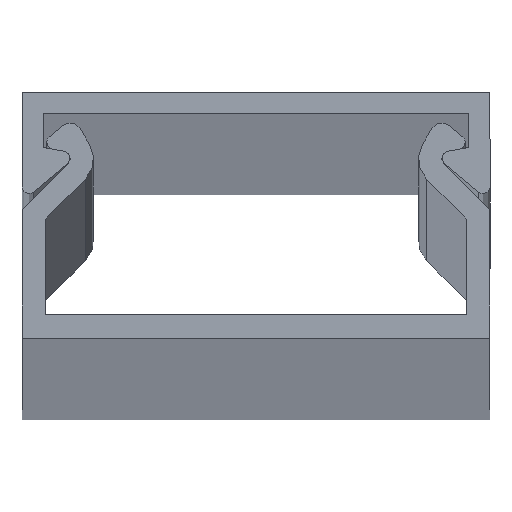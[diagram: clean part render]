
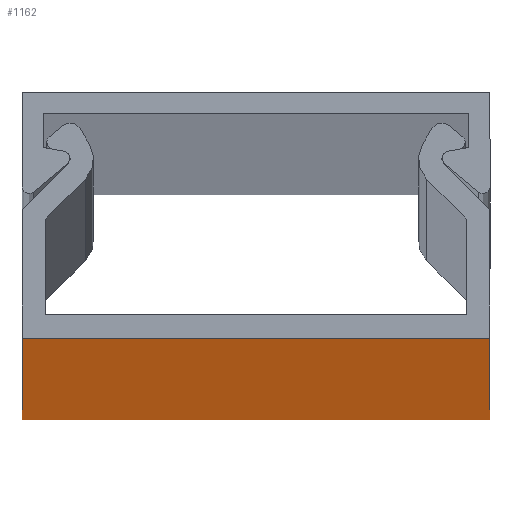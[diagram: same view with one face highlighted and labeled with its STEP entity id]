
A CAD part, top view. The second image highlights one B-rep face of the part: STEP entity #1162.
In plain terms, the highlighted planar face has unit normal (0, -1, 0).
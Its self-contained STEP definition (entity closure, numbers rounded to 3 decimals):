
#49 = LINE ( 'NONE', #1430, #630 ) ;
#131 = DIRECTION ( 'NONE',  ( 0., 1., 0. ) ) ;
#279 = CARTESIAN_POINT ( 'NONE',  ( 0., 0., 2000. ) ) ;
#292 = CARTESIAN_POINT ( 'NONE',  ( -10., 0., 2000. ) ) ;
#297 = VERTEX_POINT ( 'NONE', #1009 ) ;
#319 = DIRECTION ( 'NONE',  ( -1., 0., 0. ) ) ;
#328 = VECTOR ( 'NONE', #943, 1000. ) ;
#330 = ORIENTED_EDGE ( 'NONE', *, *, #999, .T. ) ;
#332 = EDGE_CURVE ( 'NONE', #1382, #900, #1316, .T. ) ;
#346 = CARTESIAN_POINT ( 'NONE',  ( -10., 0., 2000. ) ) ;
#431 = ORIENTED_EDGE ( 'NONE', *, *, #332, .T. ) ;
#440 = VECTOR ( 'NONE', #641, 1000. ) ;
#536 = FACE_OUTER_BOUND ( 'NONE', #1501, .T. ) ;
#556 = VECTOR ( 'NONE', #1110, 1000. ) ;
#630 = VECTOR ( 'NONE', #967, 1000. ) ;
#641 = DIRECTION ( 'NONE',  ( 0., 0., -1. ) ) ;
#700 = EDGE_CURVE ( 'NONE', #1172, #297, #1276, .T. ) ;
#744 = CARTESIAN_POINT ( 'NONE',  ( 0., 0., 0. ) ) ;
#892 = ORIENTED_EDGE ( 'NONE', *, *, #700, .F. ) ;
#900 = VERTEX_POINT ( 'NONE', #1332 ) ;
#943 = DIRECTION ( 'NONE',  ( 0., 0., -1. ) ) ;
#967 = DIRECTION ( 'NONE',  ( 1., 0., 0. ) ) ;
#999 = EDGE_CURVE ( 'NONE', #900, #297, #1216, .T. ) ;
#1007 = AXIS2_PLACEMENT_3D ( 'NONE', #279, #131, #319 ) ;
#1009 = CARTESIAN_POINT ( 'NONE',  ( 10., 0., 0. ) ) ;
#1018 = PLANE ( 'NONE',  #1007 ) ;
#1110 = DIRECTION ( 'NONE',  ( 1., 0., 0. ) ) ;
#1162 = ADVANCED_FACE ( 'NONE', ( #536 ), #1018, .F. ) ;
#1172 = VERTEX_POINT ( 'NONE', #1439 ) ;
#1216 = LINE ( 'NONE', #744, #556 ) ;
#1276 = LINE ( 'NONE', #1298, #328 ) ;
#1290 = EDGE_CURVE ( 'NONE', #1382, #1172, #49, .T. ) ;
#1298 = CARTESIAN_POINT ( 'NONE',  ( 10., 0., 2000. ) ) ;
#1316 = LINE ( 'NONE', #292, #440 ) ;
#1332 = CARTESIAN_POINT ( 'NONE',  ( -10., 0., 0. ) ) ;
#1382 = VERTEX_POINT ( 'NONE', #346 ) ;
#1430 = CARTESIAN_POINT ( 'NONE',  ( 0., 0., 2000. ) ) ;
#1439 = CARTESIAN_POINT ( 'NONE',  ( 10., 0., 2000. ) ) ;
#1497 = ORIENTED_EDGE ( 'NONE', *, *, #1290, .F. ) ;
#1501 = EDGE_LOOP ( 'NONE', ( #330, #892, #1497, #431 ) ) ;
